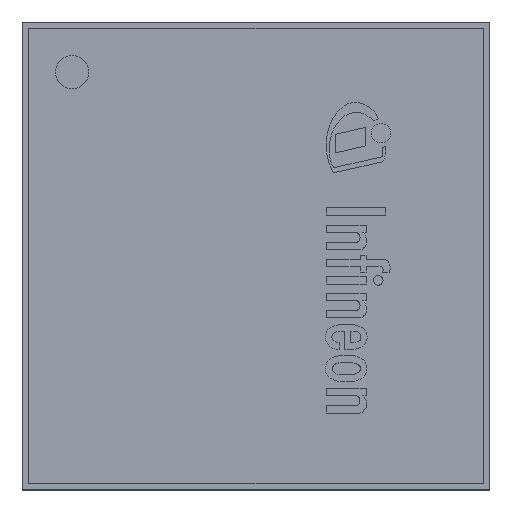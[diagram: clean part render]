
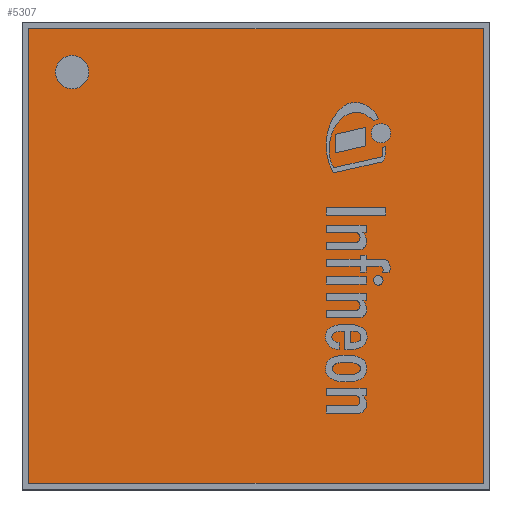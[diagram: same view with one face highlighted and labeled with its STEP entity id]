
A CAD part, top view. The second image highlights one B-rep face of the part: STEP entity #5307.
In plain terms, the highlighted planar face has unit normal (0, 0, 1).
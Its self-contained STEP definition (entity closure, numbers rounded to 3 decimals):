
#299=CIRCLE('',#6142,0.5);
#540=FACE_BOUND('',#1663,.T.);
#1062=FACE_OUTER_BOUND('',#1662,.T.);
#1662=EDGE_LOOP('',(#3933,#3934,#3935,#3936));
#1663=EDGE_LOOP('',(#3937));
#2288=LINE('',#8965,#2574);
#2291=LINE('',#8971,#2577);
#2294=LINE('',#8977,#2580);
#2297=LINE('',#8981,#2583);
#2574=VECTOR('',#7040,1.);
#2577=VECTOR('',#7045,1.);
#2580=VECTOR('',#7050,1.);
#2583=VECTOR('',#7055,1.);
#2842=VERTEX_POINT('',#8953);
#2846=VERTEX_POINT('',#8962);
#2847=VERTEX_POINT('',#8964);
#2849=VERTEX_POINT('',#8970);
#2851=VERTEX_POINT('',#8976);
#3306=EDGE_CURVE('',#2842,#2842,#299,.T.);
#3310=EDGE_CURVE('',#2847,#2846,#2288,.T.);
#3313=EDGE_CURVE('',#2849,#2847,#2291,.T.);
#3316=EDGE_CURVE('',#2851,#2849,#2294,.T.);
#3319=EDGE_CURVE('',#2846,#2851,#2297,.T.);
#3933=ORIENTED_EDGE('',*,*,#3319,.T.);
#3934=ORIENTED_EDGE('',*,*,#3316,.T.);
#3935=ORIENTED_EDGE('',*,*,#3313,.T.);
#3936=ORIENTED_EDGE('',*,*,#3310,.T.);
#3937=ORIENTED_EDGE('',*,*,#3306,.T.);
#4955=PLANE('',#6150);
#5307=ADVANCED_FACE('',(#1062,#540),#4955,.T.);
#6142=AXIS2_PLACEMENT_3D('',#8954,#7030,#7031);
#6150=AXIS2_PLACEMENT_3D('',#8983,#7058,#7059);
#7030=DIRECTION('center_axis',(0.,0.,-1.));
#7031=DIRECTION('ref_axis',(0.,1.,0.));
#7040=DIRECTION('',(1.,0.,0.));
#7045=DIRECTION('',(0.,-1.,0.));
#7050=DIRECTION('',(-1.,0.,0.));
#7055=DIRECTION('',(0.,1.,0.));
#7058=DIRECTION('center_axis',(0.,0.,1.));
#7059=DIRECTION('ref_axis',(0.,-1.,0.));
#8953=CARTESIAN_POINT('',(-5.5,5.,1.74));
#8954=CARTESIAN_POINT('Origin',(-5.5,5.5,1.74));
#8962=CARTESIAN_POINT('',(6.8,-6.8,1.74));
#8964=CARTESIAN_POINT('',(-6.8,-6.8,1.74));
#8965=CARTESIAN_POINT('',(6.8,-6.8,1.74));
#8970=CARTESIAN_POINT('',(-6.8,6.8,1.74));
#8971=CARTESIAN_POINT('',(-6.8,-6.8,1.74));
#8976=CARTESIAN_POINT('',(6.8,6.8,1.74));
#8977=CARTESIAN_POINT('',(-6.8,6.8,1.74));
#8981=CARTESIAN_POINT('',(6.8,6.8,1.74));
#8983=CARTESIAN_POINT('Origin',(0.,0.,1.74));
